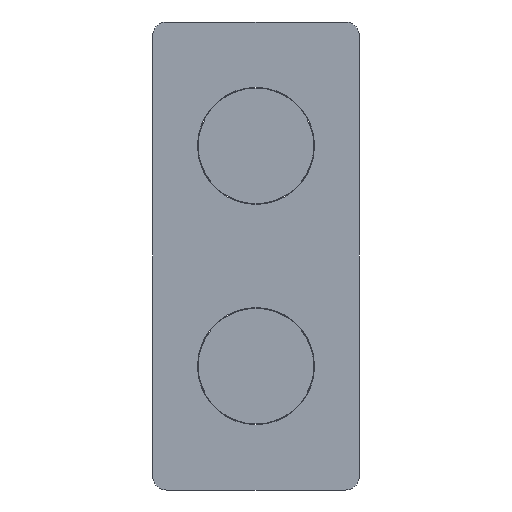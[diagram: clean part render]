
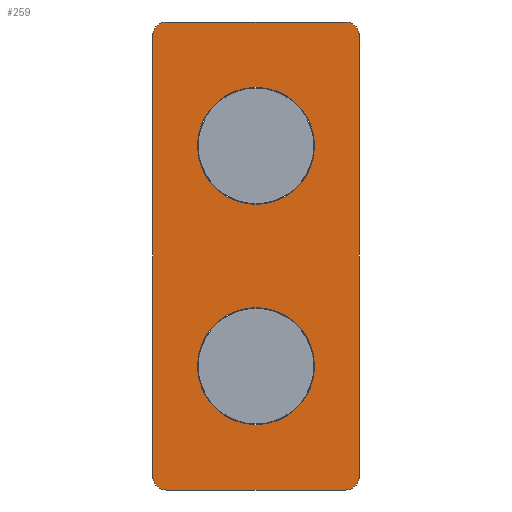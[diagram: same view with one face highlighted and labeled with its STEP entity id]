
A CAD part, front view. The second image highlights one B-rep face of the part: STEP entity #259.
In plain terms, the highlighted planar face has unit normal (0, -1, 0).
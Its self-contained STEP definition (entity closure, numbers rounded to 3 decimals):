
#1=CARTESIAN_POINT('',(0.,0.,-40.));
#2=DIRECTION('',(0.,-1.,0.));
#3=DIRECTION('',(1.,0.,0.));
#4=AXIS2_PLACEMENT_3D('',#1,#2,#3);
#6=CARTESIAN_POINT('',(0.,0.,-40.));
#7=DIRECTION('',(0.,-1.,0.));
#8=DIRECTION('',(-1.,0.,0.));
#9=AXIS2_PLACEMENT_3D('',#6,#7,#8);
#11=CARTESIAN_POINT('',(0.,0.,40.));
#12=DIRECTION('',(0.,-1.,0.));
#13=DIRECTION('',(1.,0.,0.));
#14=AXIS2_PLACEMENT_3D('',#11,#12,#13);
#16=CARTESIAN_POINT('',(0.,0.,40.));
#17=DIRECTION('',(0.,-1.,0.));
#18=DIRECTION('',(-1.,0.,0.));
#19=AXIS2_PLACEMENT_3D('',#16,#17,#18);
#21=CARTESIAN_POINT('',(-32.5,0.,-80.));
#22=DIRECTION('',(0.,-1.,0.));
#23=DIRECTION('',(-1.,0.,0.));
#24=AXIS2_PLACEMENT_3D('',#21,#22,#23);
#26=DIRECTION('',(0.,0.,1.));
#27=VECTOR('',#26,160.);
#28=CARTESIAN_POINT('',(-37.5,0.,-80.));
#29=LINE('',#28,#27);
#30=CARTESIAN_POINT('',(-32.5,0.,80.));
#31=DIRECTION('',(0.,-1.,0.));
#32=DIRECTION('',(0.,0.,1.));
#33=AXIS2_PLACEMENT_3D('',#30,#31,#32);
#35=DIRECTION('',(1.,0.,0.));
#36=VECTOR('',#35,65.);
#37=CARTESIAN_POINT('',(-32.5,0.,85.));
#38=LINE('',#37,#36);
#39=CARTESIAN_POINT('',(32.5,0.,80.));
#40=DIRECTION('',(0.,-1.,0.));
#41=DIRECTION('',(1.,0.,0.));
#42=AXIS2_PLACEMENT_3D('',#39,#40,#41);
#44=DIRECTION('',(0.,0.,-1.));
#45=VECTOR('',#44,160.);
#46=CARTESIAN_POINT('',(37.5,0.,80.));
#47=LINE('',#46,#45);
#48=CARTESIAN_POINT('',(32.5,0.,-80.));
#49=DIRECTION('',(0.,-1.,0.));
#50=DIRECTION('',(0.,0.,-1.));
#51=AXIS2_PLACEMENT_3D('',#48,#49,#50);
#53=DIRECTION('',(-1.,0.,0.));
#54=VECTOR('',#53,65.);
#55=CARTESIAN_POINT('',(32.5,0.,-85.));
#56=LINE('',#55,#54);
#161=CARTESIAN_POINT('',(21.25,0.,-40.));
#162=CARTESIAN_POINT('',(-21.25,0.,-40.));
#163=VERTEX_POINT('',#161);
#164=VERTEX_POINT('',#162);
#165=CARTESIAN_POINT('',(21.25,0.,40.));
#166=CARTESIAN_POINT('',(-21.25,0.,40.));
#167=VERTEX_POINT('',#165);
#168=VERTEX_POINT('',#166);
#177=CARTESIAN_POINT('',(-37.5,0.,-80.));
#178=CARTESIAN_POINT('',(-32.5,0.,-85.));
#179=VERTEX_POINT('',#177);
#180=VERTEX_POINT('',#178);
#185=CARTESIAN_POINT('',(-32.5,0.,85.));
#186=CARTESIAN_POINT('',(-37.5,0.,80.));
#187=VERTEX_POINT('',#185);
#188=VERTEX_POINT('',#186);
#193=CARTESIAN_POINT('',(37.5,0.,80.));
#194=CARTESIAN_POINT('',(32.5,0.,85.));
#195=VERTEX_POINT('',#193);
#196=VERTEX_POINT('',#194);
#201=CARTESIAN_POINT('',(32.5,0.,-85.));
#202=CARTESIAN_POINT('',(37.5,0.,-80.));
#203=VERTEX_POINT('',#201);
#204=VERTEX_POINT('',#202);
#225=CARTESIAN_POINT('',(0.,0.,0.));
#226=DIRECTION('',(0.,1.,0.));
#227=DIRECTION('',(1.,0.,0.));
#228=AXIS2_PLACEMENT_3D('',#225,#226,#227);
#229=PLANE('',#228);
#231=ORIENTED_EDGE('',*,*,#230,.F.);
#233=ORIENTED_EDGE('',*,*,#232,.T.);
#235=ORIENTED_EDGE('',*,*,#234,.F.);
#237=ORIENTED_EDGE('',*,*,#236,.T.);
#239=ORIENTED_EDGE('',*,*,#238,.F.);
#241=ORIENTED_EDGE('',*,*,#240,.T.);
#242=ORIENTED_EDGE('',*,*,#214,.F.);
#244=ORIENTED_EDGE('',*,*,#243,.T.);
#245=EDGE_LOOP('',(#231,#233,#235,#237,#239,#241,#242,#244));
#246=FACE_OUTER_BOUND('',#245,.F.);
#248=ORIENTED_EDGE('',*,*,#247,.T.);
#250=ORIENTED_EDGE('',*,*,#249,.T.);
#251=EDGE_LOOP('',(#248,#250));
#252=FACE_BOUND('',#251,.F.);
#254=ORIENTED_EDGE('',*,*,#253,.T.);
#256=ORIENTED_EDGE('',*,*,#255,.T.);
#257=EDGE_LOOP('',(#254,#256));
#258=FACE_BOUND('',#257,.F.);
#259=ADVANCED_FACE('',(#246,#252,#258),#229,.F.);
#5=CIRCLE('',#4,21.25);
#10=CIRCLE('',#9,21.25);
#15=CIRCLE('',#14,21.25);
#20=CIRCLE('',#19,21.25);
#25=CIRCLE('',#24,5.);
#34=CIRCLE('',#33,5.);
#43=CIRCLE('',#42,5.);
#52=CIRCLE('',#51,5.);
#214=EDGE_CURVE('',#203,#204,#52,.T.);
#230=EDGE_CURVE('',#179,#180,#25,.T.);
#232=EDGE_CURVE('',#179,#188,#29,.T.);
#234=EDGE_CURVE('',#187,#188,#34,.T.);
#236=EDGE_CURVE('',#187,#196,#38,.T.);
#238=EDGE_CURVE('',#195,#196,#43,.T.);
#240=EDGE_CURVE('',#195,#204,#47,.T.);
#243=EDGE_CURVE('',#203,#180,#56,.T.);
#247=EDGE_CURVE('',#167,#168,#15,.T.);
#249=EDGE_CURVE('',#168,#167,#20,.T.);
#253=EDGE_CURVE('',#163,#164,#5,.T.);
#255=EDGE_CURVE('',#164,#163,#10,.T.);
